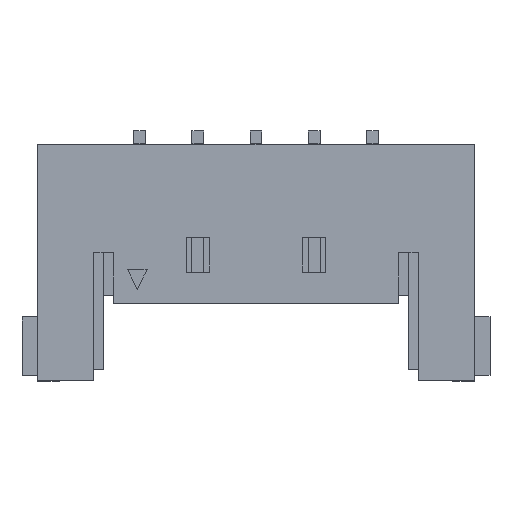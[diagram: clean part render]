
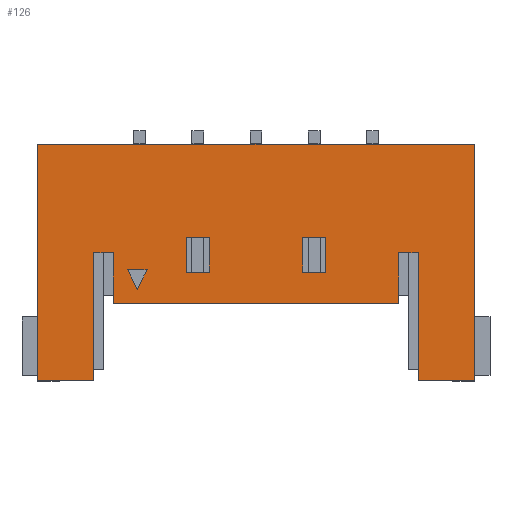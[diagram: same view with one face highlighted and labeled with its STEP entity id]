
A CAD part, top view. The second image highlights one B-rep face of the part: STEP entity #126.
In plain terms, the highlighted planar face has unit normal (0, 0, 1).
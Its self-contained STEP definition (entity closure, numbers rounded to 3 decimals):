
#87=FACE_BOUND('',#664,.T.);
#88=FACE_BOUND('',#665,.T.);
#89=FACE_BOUND('',#666,.T.);
#90=FACE_BOUND('',#667,.T.);
#126=ADVANCED_FACE('',(#87,#88,#89,#90),#312,.T.);
#312=PLANE('',#3770);
#664=EDGE_LOOP('',(#1079,#1080,#1081));
#665=EDGE_LOOP('',(#1082,#1083,#1084,#1085));
#666=EDGE_LOOP('',(#1086,#1087,#1088,#1089,#1090,#1091,#1092,#1093,#1094,
#1095,#1096,#1097));
#667=EDGE_LOOP('',(#1098,#1099,#1100,#1101));
#1079=ORIENTED_EDGE('',*,*,#2449,.F.);
#1080=ORIENTED_EDGE('',*,*,#2450,.F.);
#1081=ORIENTED_EDGE('',*,*,#2451,.F.);
#1082=ORIENTED_EDGE('',*,*,#2412,.F.);
#1083=ORIENTED_EDGE('',*,*,#2416,.F.);
#1084=ORIENTED_EDGE('',*,*,#2421,.F.);
#1085=ORIENTED_EDGE('',*,*,#2418,.F.);
#1086=ORIENTED_EDGE('',*,*,#2452,.F.);
#1087=ORIENTED_EDGE('',*,*,#2405,.F.);
#1088=ORIENTED_EDGE('',*,*,#2402,.F.);
#1089=ORIENTED_EDGE('',*,*,#2453,.F.);
#1090=ORIENTED_EDGE('',*,*,#2398,.F.);
#1091=ORIENTED_EDGE('',*,*,#2395,.F.);
#1092=ORIENTED_EDGE('',*,*,#2454,.F.);
#1093=ORIENTED_EDGE('',*,*,#2442,.F.);
#1094=ORIENTED_EDGE('',*,*,#2455,.F.);
#1095=ORIENTED_EDGE('',*,*,#2351,.T.);
#1096=ORIENTED_EDGE('',*,*,#2448,.T.);
#1097=ORIENTED_EDGE('',*,*,#2439,.F.);
#1098=ORIENTED_EDGE('',*,*,#2433,.T.);
#1099=ORIENTED_EDGE('',*,*,#2425,.T.);
#1100=ORIENTED_EDGE('',*,*,#2428,.T.);
#1101=ORIENTED_EDGE('',*,*,#2431,.T.);
#1999=VERTEX_POINT('',#5147);
#2000=VERTEX_POINT('',#5149);
#2037=VERTEX_POINT('',#5236);
#2038=VERTEX_POINT('',#5238);
#2040=VERTEX_POINT('',#5244);
#2043=VERTEX_POINT('',#5251);
#2044=VERTEX_POINT('',#5253);
#2046=VERTEX_POINT('',#5259);
#2051=VERTEX_POINT('',#5272);
#2052=VERTEX_POINT('',#5274);
#2054=VERTEX_POINT('',#5280);
#2056=VERTEX_POINT('',#5286);
#2057=VERTEX_POINT('',#5293);
#2060=VERTEX_POINT('',#5298);
#2062=VERTEX_POINT('',#5304);
#2064=VERTEX_POINT('',#5310);
#2065=VERTEX_POINT('',#5317);
#2068=VERTEX_POINT('',#5324);
#2069=VERTEX_POINT('',#5329);
#2070=VERTEX_POINT('',#5331);
#2074=VERTEX_POINT('',#5344);
#2075=VERTEX_POINT('',#5345);
#2076=VERTEX_POINT('',#5347);
#2351=EDGE_CURVE('',#2000,#1999,#2878,.T.);
#2395=EDGE_CURVE('',#2037,#2038,#2922,.T.);
#2398=EDGE_CURVE('',#2038,#2040,#2925,.T.);
#2402=EDGE_CURVE('',#2043,#2044,#2929,.T.);
#2405=EDGE_CURVE('',#2044,#2046,#2932,.T.);
#2412=EDGE_CURVE('',#2051,#2052,#2939,.T.);
#2416=EDGE_CURVE('',#2054,#2051,#2943,.T.);
#2418=EDGE_CURVE('',#2052,#2056,#2945,.T.);
#2421=EDGE_CURVE('',#2056,#2054,#2948,.T.);
#2425=EDGE_CURVE('',#2057,#2060,#2952,.T.);
#2428=EDGE_CURVE('',#2060,#2062,#2955,.T.);
#2431=EDGE_CURVE('',#2062,#2064,#2958,.T.);
#2433=EDGE_CURVE('',#2064,#2057,#2960,.T.);
#2439=EDGE_CURVE('',#2068,#2065,#2966,.T.);
#2442=EDGE_CURVE('',#2069,#2070,#2969,.T.);
#2448=EDGE_CURVE('',#1999,#2065,#2975,.T.);
#2449=EDGE_CURVE('',#2074,#2075,#2976,.T.);
#2450=EDGE_CURVE('',#2076,#2074,#2977,.T.);
#2451=EDGE_CURVE('',#2075,#2076,#2978,.T.);
#2452=EDGE_CURVE('',#2046,#2068,#2979,.T.);
#2453=EDGE_CURVE('',#2040,#2043,#2980,.T.);
#2454=EDGE_CURVE('',#2070,#2037,#2981,.T.);
#2455=EDGE_CURVE('',#2000,#2069,#2982,.T.);
#2878=LINE('',#5148,#3371);
#2922=LINE('',#5237,#3415);
#2925=LINE('',#5243,#3418);
#2929=LINE('',#5252,#3422);
#2932=LINE('',#5258,#3425);
#2939=LINE('',#5273,#3432);
#2943=LINE('',#5281,#3436);
#2945=LINE('',#5285,#3438);
#2948=LINE('',#5290,#3441);
#2952=LINE('',#5299,#3445);
#2955=LINE('',#5305,#3448);
#2958=LINE('',#5311,#3451);
#2960=LINE('',#5314,#3453);
#2966=LINE('',#5325,#3459);
#2969=LINE('',#5330,#3462);
#2975=LINE('',#5341,#3468);
#2976=LINE('',#5343,#3469);
#2977=LINE('',#5346,#3470);
#2978=LINE('',#5348,#3471);
#2979=LINE('',#5349,#3472);
#2980=LINE('',#5350,#3473);
#2981=LINE('',#5351,#3474);
#2982=LINE('',#5352,#3475);
#3371=VECTOR('',#4101,1.);
#3415=VECTOR('',#4159,1.);
#3418=VECTOR('',#4164,1.);
#3422=VECTOR('',#4170,1.);
#3425=VECTOR('',#4175,1.);
#3432=VECTOR('',#4186,1.);
#3436=VECTOR('',#4192,1.);
#3438=VECTOR('',#4196,1.);
#3441=VECTOR('',#4201,1.);
#3445=VECTOR('',#4207,1.);
#3448=VECTOR('',#4212,1.);
#3451=VECTOR('',#4217,1.);
#3453=VECTOR('',#4221,1.);
#3459=VECTOR('',#4229,1.);
#3462=VECTOR('',#4234,1.);
#3468=VECTOR('',#4242,1.);
#3469=VECTOR('',#4245,1.);
#3470=VECTOR('',#4246,1.);
#3471=VECTOR('',#4247,1.);
#3472=VECTOR('',#4248,1.);
#3473=VECTOR('',#4249,1.);
#3474=VECTOR('',#4250,1.);
#3475=VECTOR('',#4251,1.);
#3770=AXIS2_PLACEMENT_3D('',#5353,#4252,#4253);
#4101=DIRECTION('',(-1.,0.,0.));
#4159=DIRECTION('',(-1.,0.,0.));
#4164=DIRECTION('',(0.,-1.,0.));
#4170=DIRECTION('',(0.,1.,0.));
#4175=DIRECTION('',(-1.,0.,0.));
#4186=DIRECTION('',(1.,0.,0.));
#4192=DIRECTION('',(0.,-1.,0.));
#4196=DIRECTION('',(0.,1.,0.));
#4201=DIRECTION('',(-1.,0.,0.));
#4207=DIRECTION('',(0.,-1.,0.));
#4212=DIRECTION('',(-1.,0.,0.));
#4217=DIRECTION('',(0.,1.,0.));
#4221=DIRECTION('',(1.,0.,0.));
#4229=DIRECTION('',(-1.,0.,0.));
#4234=DIRECTION('',(-1.,0.,0.));
#4242=DIRECTION('',(0.,-1.,0.));
#4245=DIRECTION('',(0.447,-0.894,0.));
#4246=DIRECTION('',(-1.,0.,0.));
#4247=DIRECTION('',(0.447,0.894,0.));
#4248=DIRECTION('',(0.,-1.,0.));
#4249=DIRECTION('',(-1.,0.,0.));
#4250=DIRECTION('',(0.,1.,0.));
#4251=DIRECTION('',(0.,-1.,0.));
#4252=DIRECTION('',(0.,0.,1.));
#4253=DIRECTION('',(1.,0.,0.));
#5147=CARTESIAN_POINT('',(-8.625,8.15,2.));
#5148=CARTESIAN_POINT('',(2.625,8.15,2.));
#5149=CARTESIAN_POINT('',(2.625,8.15,2.));
#5236=CARTESIAN_POINT('',(1.175,5.35,2.));
#5237=CARTESIAN_POINT('',(1.175,5.35,2.));
#5238=CARTESIAN_POINT('',(0.675,5.35,2.));
#5243=CARTESIAN_POINT('',(0.675,5.35,2.));
#5244=CARTESIAN_POINT('',(0.675,4.05,2.));
#5251=CARTESIAN_POINT('',(-6.675,4.05,2.));
#5252=CARTESIAN_POINT('',(-6.675,4.05,2.));
#5253=CARTESIAN_POINT('',(-6.675,5.35,2.));
#5258=CARTESIAN_POINT('',(-6.675,5.35,2.));
#5259=CARTESIAN_POINT('',(-7.175,5.35,2.));
#5272=CARTESIAN_POINT('',(-1.8,4.85,2.));
#5273=CARTESIAN_POINT('',(-1.8,4.85,2.));
#5274=CARTESIAN_POINT('',(-1.2,4.85,2.));
#5280=CARTESIAN_POINT('',(-1.8,5.75,2.));
#5281=CARTESIAN_POINT('',(-1.8,5.75,2.));
#5285=CARTESIAN_POINT('',(-1.2,4.85,2.));
#5286=CARTESIAN_POINT('',(-1.2,5.75,2.));
#5290=CARTESIAN_POINT('',(-1.2,5.75,2.));
#5293=CARTESIAN_POINT('',(-4.2,5.75,2.));
#5298=CARTESIAN_POINT('',(-4.2,4.85,2.));
#5299=CARTESIAN_POINT('',(-4.2,5.75,2.));
#5304=CARTESIAN_POINT('',(-4.8,4.85,2.));
#5305=CARTESIAN_POINT('',(-4.2,4.85,2.));
#5310=CARTESIAN_POINT('',(-4.8,5.75,2.));
#5311=CARTESIAN_POINT('',(-4.8,4.85,2.));
#5314=CARTESIAN_POINT('',(-4.8,5.75,2.));
#5317=CARTESIAN_POINT('',(-8.625,2.05,2.));
#5324=CARTESIAN_POINT('',(-7.175,2.05,2.));
#5325=CARTESIAN_POINT('',(2.625,2.05,2.));
#5329=CARTESIAN_POINT('',(2.625,2.05,2.));
#5330=CARTESIAN_POINT('',(2.625,2.05,2.));
#5331=CARTESIAN_POINT('',(1.175,2.05,2.));
#5341=CARTESIAN_POINT('',(-8.625,8.15,2.));
#5343=CARTESIAN_POINT('',(-6.305,4.91,2.));
#5344=CARTESIAN_POINT('',(-6.305,4.91,2.));
#5345=CARTESIAN_POINT('',(-6.055,4.41,2.));
#5346=CARTESIAN_POINT('',(-5.805,4.91,2.));
#5347=CARTESIAN_POINT('',(-5.805,4.91,2.));
#5348=CARTESIAN_POINT('',(-6.055,4.41,2.));
#5349=CARTESIAN_POINT('',(-7.175,5.35,2.));
#5350=CARTESIAN_POINT('',(0.675,4.05,2.));
#5351=CARTESIAN_POINT('',(1.175,2.05,2.));
#5352=CARTESIAN_POINT('',(2.625,8.15,2.));
#5353=CARTESIAN_POINT('',(2.625,8.15,2.));
